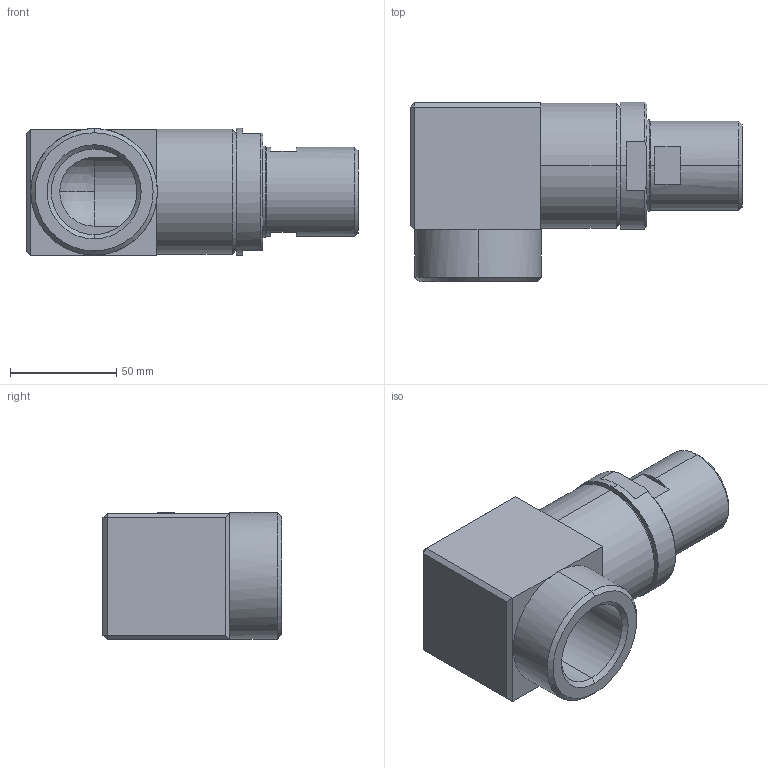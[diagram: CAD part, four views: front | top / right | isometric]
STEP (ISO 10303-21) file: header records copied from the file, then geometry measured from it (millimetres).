
FILE_DESCRIPTION (( 'STEP AP214' ), '1' );
FILE_NAME ('BAL.GGN32_JV.STEP', '2016-10-13T11:31:03', ( '' ), ( '' ), 'SwSTEP 2.0', 'SolidWorks 2016', '' );
FILE_SCHEMA (( 'AUTOMOTIVE_DESIGN' ));
Length unit declared in the file: millimetre
Products named in the file (1): BAL.GGN32_JV
Bounding box: 156 x 84.31 x 59.81 mm (x, y, z)
Volume: 315659.9 mm3; surface area: 58553.7 mm2
Topology: 1 solids, 1 shells, 67 faces, 158 edges, 95 vertices
Faces by surface type: plane 33, cone 16, cylinder 16, sphere 2
Entity records: 2028 total; most frequent: CARTESIAN_POINT 372, DIRECTION 356, ORIENTED_EDGE 312, EDGE_CURVE 156, AXIS2_PLACEMENT_3D 137, VERTEX_POINT 95, LINE 82, VECTOR 82
